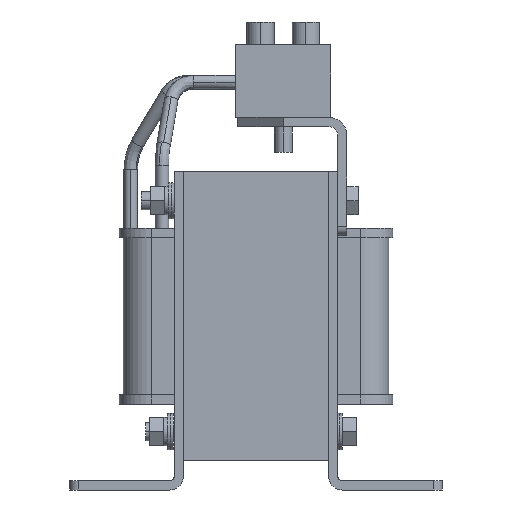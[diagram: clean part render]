
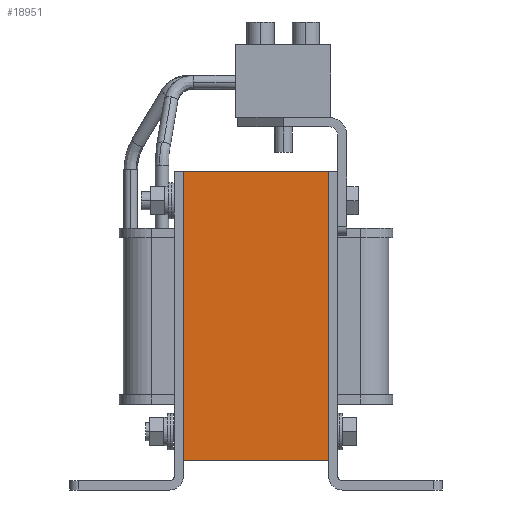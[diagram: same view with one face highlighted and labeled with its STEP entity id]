
A CAD part, left-side view. The second image highlights one B-rep face of the part: STEP entity #18951.
In plain terms, the highlighted planar face has unit normal (-1, 0, 0).
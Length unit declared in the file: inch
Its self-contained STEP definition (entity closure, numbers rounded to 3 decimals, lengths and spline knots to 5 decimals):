
#246 = LINE ( 'NONE', #23867, #19235 ) ;
#730 = CARTESIAN_POINT ( 'NONE',  ( -0.25, 2.24408, 0.25591 ) ) ;
#734 = DIRECTION ( 'NONE',  ( 0., 0., -1. ) ) ;
#955 = VERTEX_POINT ( 'NONE', #8769 ) ;
#4675 = DIRECTION ( 'NONE',  ( 0., 0., 1. ) ) ;
#4745 = VERTEX_POINT ( 'NONE', #8558 ) ;
#5895 = LINE ( 'NONE', #22753, #15984 ) ;
#6179 = DIRECTION ( 'NONE',  ( -1., 0., 0. ) ) ;
#6795 = DIRECTION ( 'NONE',  ( 0., -1., 0. ) ) ;
#8088 = FACE_OUTER_BOUND ( 'NONE', #19535, .T. ) ;
#8408 = VERTEX_POINT ( 'NONE', #13653 ) ;
#8558 = CARTESIAN_POINT ( 'NONE',  ( -0.25, 0.98425, 2.75591 ) ) ;
#8650 = EDGE_CURVE ( 'NONE', #955, #4745, #246, .T. ) ;
#8769 = CARTESIAN_POINT ( 'NONE',  ( -0.25, 2.24408, 2.75591 ) ) ;
#9406 = LINE ( 'NONE', #21615, #13896 ) ;
#9821 = PLANE ( 'NONE',  #20862 ) ;
#10188 = ORIENTED_EDGE ( 'NONE', *, *, #8650, .F. ) ;
#12731 = EDGE_CURVE ( 'NONE', #955, #19021, #9406, .T. ) ;
#13653 = CARTESIAN_POINT ( 'NONE',  ( -0.25, 0.98425, 0.25591 ) ) ;
#13769 = EDGE_CURVE ( 'NONE', #8408, #4745, #13783, .T. ) ;
#13783 = LINE ( 'NONE', #18208, #23295 ) ;
#13896 = VECTOR ( 'NONE', #734, 39.37008 ) ;
#15747 = ORIENTED_EDGE ( 'NONE', *, *, #12731, .T. ) ;
#15984 = VECTOR ( 'NONE', #18925, 39.37008 ) ;
#17538 = CARTESIAN_POINT ( 'NONE',  ( -0.25, 1.98915, 2.75591 ) ) ;
#18179 = EDGE_CURVE ( 'NONE', #19021, #8408, #5895, .T. ) ;
#18208 = CARTESIAN_POINT ( 'NONE',  ( -0.25, 0.98425, 1.75591 ) ) ;
#18925 = DIRECTION ( 'NONE',  ( 0., -1., 0. ) ) ;
#18951 = ADVANCED_FACE ( 'NONE', ( #8088 ), #9821, .T. ) ;
#19021 = VERTEX_POINT ( 'NONE', #730 ) ;
#19235 = VECTOR ( 'NONE', #6795, 39.37008 ) ;
#19474 = DIRECTION ( 'NONE',  ( 0., -1., 0. ) ) ;
#19535 = EDGE_LOOP ( 'NONE', ( #15747, #20266, #20168, #10188 ) ) ;
#20168 = ORIENTED_EDGE ( 'NONE', *, *, #13769, .T. ) ;
#20266 = ORIENTED_EDGE ( 'NONE', *, *, #18179, .T. ) ;
#20862 = AXIS2_PLACEMENT_3D ( 'NONE', #17538, #6179, #19474 ) ;
#21615 = CARTESIAN_POINT ( 'NONE',  ( -0.25, 2.24408, 2.75591 ) ) ;
#22753 = CARTESIAN_POINT ( 'NONE',  ( -0.25, 1.98915, 0.25591 ) ) ;
#23295 = VECTOR ( 'NONE', #4675, 39.37008 ) ;
#23867 = CARTESIAN_POINT ( 'NONE',  ( -0.25, 1.98915, 2.75591 ) ) ;
